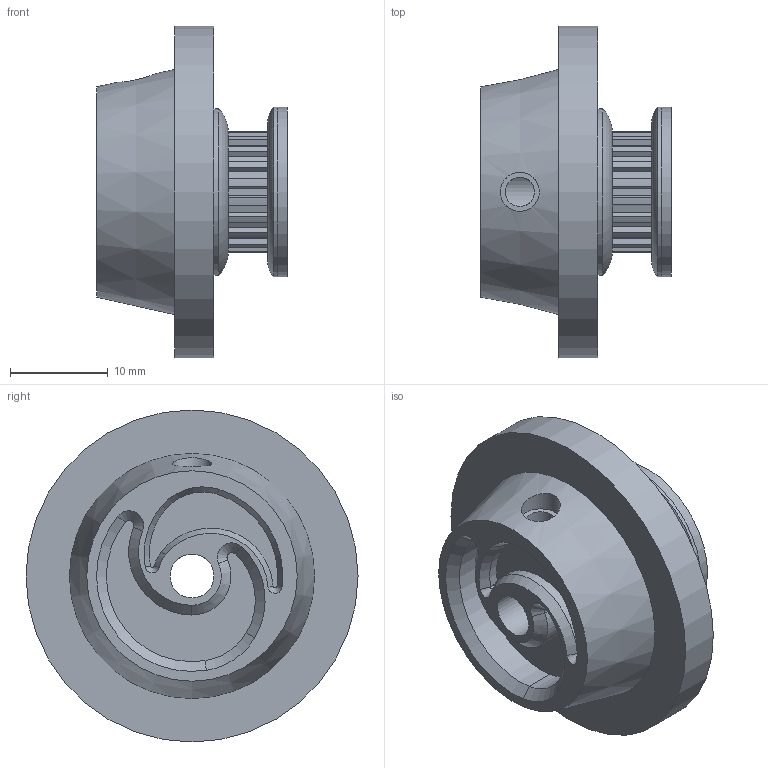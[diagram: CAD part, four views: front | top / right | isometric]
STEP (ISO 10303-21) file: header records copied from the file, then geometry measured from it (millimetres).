
FILE_DESCRIPTION(/* description */ ('','CAx-IF Rec.Pracs.---Representation and Presentation of Product Manufacturing Information (PMI)---4.0---2014-10-13'),/* implementation_level */ '2;1');
FILE_NAME(/* name */ 'Wheel_pulley.step',/* time_stamp */ '2025-02-18T02:21:53-05:00',/* author */ (''),/* organization */ (''),/* preprocessor_version */ 'ST-DEVELOPER v20',/* originating_system */ 'Autodesk Translation Framework v13.20.0.188',/* authorisation */ '');
FILE_SCHEMA (('AP242_MANAGED_MODEL_BASED_3D_ENGINEERING_MIM_LF { 1 0 10303 442 1 1 4 }'));
Length unit declared in the file: millimetre
Products named in the file (1): FlatChassis
Bounding box: 19.5 x 34 x 34 mm (x, y, z)
Volume: 7365.6 mm3; surface area: 3898.9 mm2
Topology: 1 solids, 1 shells, 127 faces, 341 edges, 222 vertices
Faces by surface type: plane 69, cylinder 40, cone 16, torus 2
Full cylindrical faces by diameter (mm): 3 x1, 4 x1, 4.5 x1, 17.08 x1, 17.332 x1, 34 x1
Entity records: 4104 total; most frequent: CARTESIAN_POINT 763, DIRECTION 691, ORIENTED_EDGE 682, EDGE_CURVE 341, LINE 237, VECTOR 237, AXIS2_PLACEMENT_3D 227, VERTEX_POINT 222
